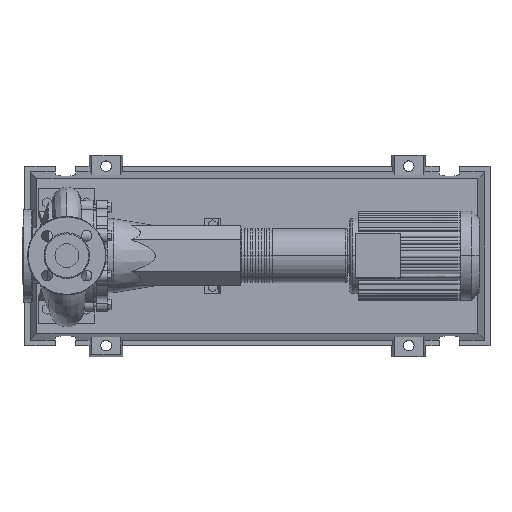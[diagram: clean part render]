
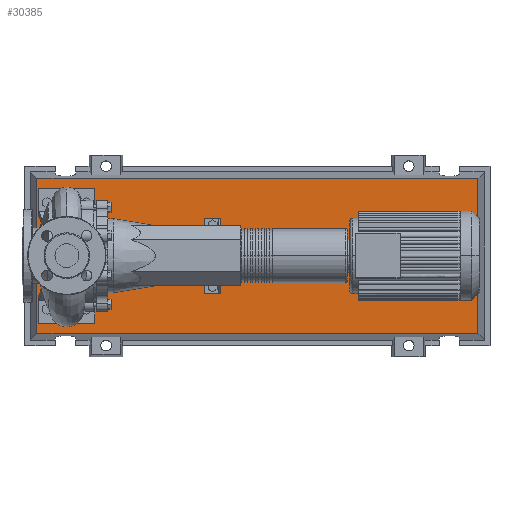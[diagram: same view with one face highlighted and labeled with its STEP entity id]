
A CAD part, top view. The second image highlights one B-rep face of the part: STEP entity #30385.
In plain terms, the highlighted planar face has unit normal (0, 0, 1).
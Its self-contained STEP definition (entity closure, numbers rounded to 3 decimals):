
#30066=CARTESIAN_POINT('',(733.292,-138.292,83.0));
#30067=VERTEX_POINT('',#30066);
#30074=CARTESIAN_POINT('',(-53.292,-138.292,83.0));
#30075=VERTEX_POINT('',#30074);
#30076=CARTESIAN_POINT('',(733.292,-138.292,83.0));
#30077=DIRECTION('',(-1.0,0.0,0.0));
#30078=VECTOR('',#30077,786.584);
#30079=LINE('',#30076,#30078);
#30080=EDGE_CURVE('',#30067,#30075,#30079,.T.);
#30298=CARTESIAN_POINT('',(733.292,138.292,83.0));
#30299=VERTEX_POINT('',#30298);
#30300=CARTESIAN_POINT('',(733.292,138.292,83.0));
#30301=DIRECTION('',(0.0,-1.0,0.0));
#30302=VECTOR('',#30301,276.584);
#30303=LINE('',#30300,#30302);
#30304=EDGE_CURVE('',#30299,#30067,#30303,.T.);
#30322=CARTESIAN_POINT('',(-53.292,138.292,83.0));
#30323=VERTEX_POINT('',#30322);
#30324=CARTESIAN_POINT('',(-53.292,-138.292,83.0));
#30325=DIRECTION('',(0.0,1.0,0.0));
#30326=VECTOR('',#30325,276.584);
#30327=LINE('',#30324,#30326);
#30328=EDGE_CURVE('',#30075,#30323,#30327,.T.);
#30361=CARTESIAN_POINT('',(-53.292,138.292,83.0));
#30362=DIRECTION('',(1.0,0.0,0.0));
#30363=VECTOR('',#30362,786.584);
#30364=LINE('',#30361,#30363);
#30365=EDGE_CURVE('',#30323,#30299,#30364,.T.);
#30374=CARTESIAN_POINT('',(340.,0.,83.0));
#30375=DIRECTION('',(0.0,0.0,1.0));
#30376=DIRECTION('',(1.0,0.0,0.0));
#30377=AXIS2_PLACEMENT_3D('',#30374,#30375,#30376);
#30378=PLANE('',#30377);
#30379=ORIENTED_EDGE('',*,*,#30304,.F.);
#30380=ORIENTED_EDGE('',*,*,#30365,.F.);
#30381=ORIENTED_EDGE('',*,*,#30328,.F.);
#30382=ORIENTED_EDGE('',*,*,#30080,.F.);
#30383=EDGE_LOOP('',(#30379,#30380,#30381,#30382));
#30384=FACE_OUTER_BOUND('',#30383,.T.);
#30385=ADVANCED_FACE('',(#30384),#30378,.T.);
